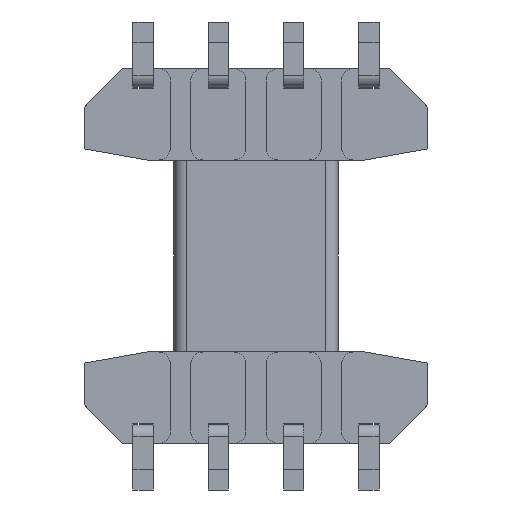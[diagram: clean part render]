
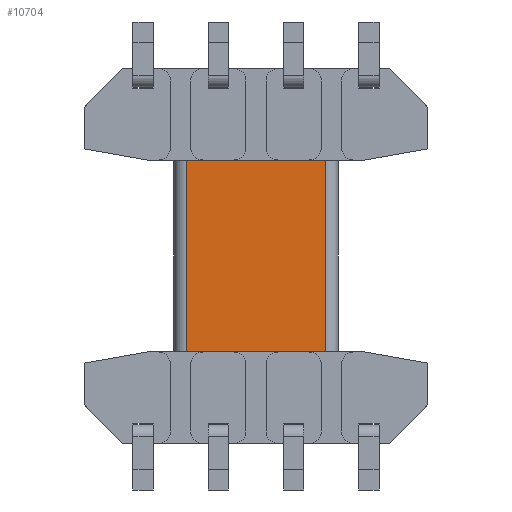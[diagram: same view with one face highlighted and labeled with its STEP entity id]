
A CAD part, front view. The second image highlights one B-rep face of the part: STEP entity #10704.
In plain terms, the highlighted planar face has unit normal (0, -1, 0).
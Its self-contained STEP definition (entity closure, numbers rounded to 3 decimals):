
#199 = LINE ( 'NONE', #11749, #12613 ) ;
#248 = VECTOR ( 'NONE', #8159, 1000. ) ;
#1499 = LINE ( 'NONE', #11609, #6408 ) ;
#1703 = VERTEX_POINT ( 'NONE', #8283 ) ;
#2151 = FACE_OUTER_BOUND ( 'NONE', #9559, .T. ) ;
#2861 = LINE ( 'NONE', #7174, #248 ) ;
#2936 = CARTESIAN_POINT ( 'NONE',  ( 2.775, -1.5, 3.82 ) ) ;
#3129 = DIRECTION ( 'NONE',  ( 0., 0., -1. ) ) ;
#3141 = ORIENTED_EDGE ( 'NONE', *, *, #3676, .F. ) ;
#3676 = EDGE_CURVE ( 'NONE', #5841, #1703, #199, .T. ) ;
#4103 = CARTESIAN_POINT ( 'NONE',  ( -2.775, -1.5, 4.35 ) ) ;
#4765 = DIRECTION ( 'NONE',  ( 1., 0., 0. ) ) ;
#4766 = LINE ( 'NONE', #4103, #12296 ) ;
#5479 = VERTEX_POINT ( 'NONE', #11098 ) ;
#5520 = CARTESIAN_POINT ( 'NONE',  ( -2.775, -1.5, -3.82 ) ) ;
#5841 = VERTEX_POINT ( 'NONE', #2936 ) ;
#6408 = VECTOR ( 'NONE', #4765, 1000. ) ;
#6493 = DIRECTION ( 'NONE',  ( 0., 0., 1. ) ) ;
#7174 = CARTESIAN_POINT ( 'NONE',  ( -2.775, -1.5, 3.82 ) ) ;
#7862 = EDGE_CURVE ( 'NONE', #5479, #5841, #2861, .T. ) ;
#8159 = DIRECTION ( 'NONE',  ( 1., 0., 0. ) ) ;
#8283 = CARTESIAN_POINT ( 'NONE',  ( 2.775, -1.5, -3.82 ) ) ;
#9005 = VERTEX_POINT ( 'NONE', #5520 ) ;
#9559 = EDGE_LOOP ( 'NONE', ( #10020, #12063, #12373, #3141 ) ) ;
#9785 = DIRECTION ( 'NONE',  ( 0., 0., -1. ) ) ;
#9856 = EDGE_CURVE ( 'NONE', #5479, #9005, #4766, .T. ) ;
#10020 = ORIENTED_EDGE ( 'NONE', *, *, #7862, .F. ) ;
#10704 = ADVANCED_FACE ( 'NONE', ( #2151 ), #11380, .F. ) ;
#11098 = CARTESIAN_POINT ( 'NONE',  ( -2.775, -1.5, 3.82 ) ) ;
#11340 = CARTESIAN_POINT ( 'NONE',  ( -2.775, -1.5, 4.35 ) ) ;
#11380 = PLANE ( 'NONE',  #12095 ) ;
#11609 = CARTESIAN_POINT ( 'NONE',  ( -2.775, -1.5, -3.82 ) ) ;
#11749 = CARTESIAN_POINT ( 'NONE',  ( 2.775, -1.5, 4.35 ) ) ;
#12063 = ORIENTED_EDGE ( 'NONE', *, *, #9856, .T. ) ;
#12095 = AXIS2_PLACEMENT_3D ( 'NONE', #11340, #12372, #6493 ) ;
#12296 = VECTOR ( 'NONE', #3129, 1000. ) ;
#12313 = EDGE_CURVE ( 'NONE', #9005, #1703, #1499, .T. ) ;
#12372 = DIRECTION ( 'NONE',  ( 0., 1., 0. ) ) ;
#12373 = ORIENTED_EDGE ( 'NONE', *, *, #12313, .T. ) ;
#12613 = VECTOR ( 'NONE', #9785, 1000. ) ;
